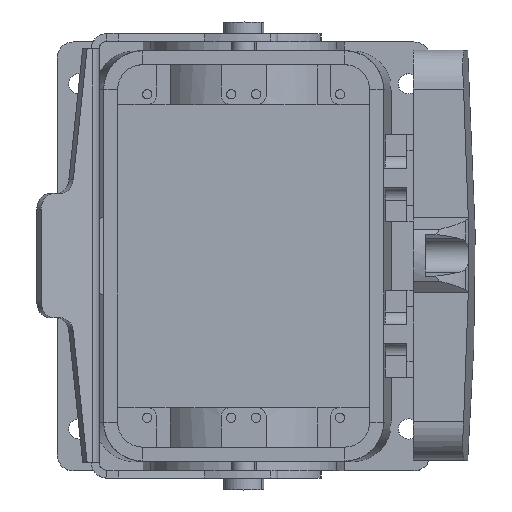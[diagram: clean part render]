
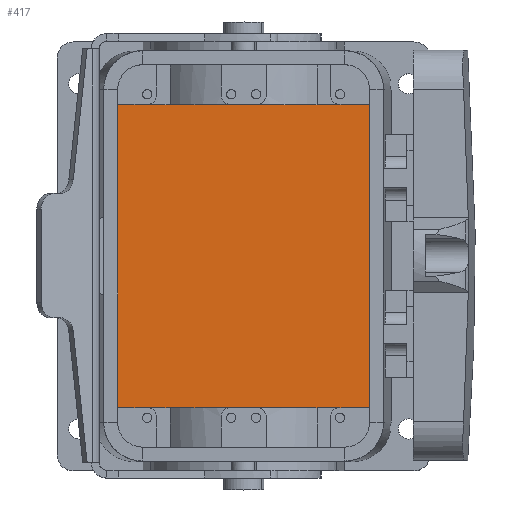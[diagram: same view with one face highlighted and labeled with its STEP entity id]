
A CAD part, top view. The second image highlights one B-rep face of the part: STEP entity #417.
In plain terms, the highlighted planar face has unit normal (0, 0, 1).
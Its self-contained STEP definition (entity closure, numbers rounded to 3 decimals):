
#397=AXIS2_PLACEMENT_3D('Plane Axis2P3D',#394,#395,#396) ;
#160=CARTESIAN_POINT('Vertex',(26.,124.,5.5)) ;
#163=CARTESIAN_POINT('Line Origine',(66.5,124.,5.5)) ;
#167=CARTESIAN_POINT('Vertex',(107.,124.,5.5)) ;
#343=CARTESIAN_POINT('Line Origine',(107.,75.25,5.5)) ;
#347=CARTESIAN_POINT('Vertex',(107.,26.5,5.5)) ;
#394=CARTESIAN_POINT('Axis2P3D Location',(66.5,75.25,5.5)) ;
#399=CARTESIAN_POINT('Line Origine',(26.,75.25,5.5)) ;
#403=CARTESIAN_POINT('Vertex',(26.,26.5,5.5)) ;
#406=CARTESIAN_POINT('Line Origine',(66.5,26.5,5.5)) ;
#164=DIRECTION('Vector Direction',(1.,0.,0.)) ;
#344=DIRECTION('Vector Direction',(0.,-1.,0.)) ;
#395=DIRECTION('Axis2P3D Direction',(0.,-0.,1.)) ;
#396=DIRECTION('Axis2P3D XDirection',(0.,1.,0.)) ;
#400=DIRECTION('Vector Direction',(0.,1.,0.)) ;
#407=DIRECTION('Vector Direction',(1.,0.,0.)) ;
#165=VECTOR('Line Direction',#164,1.) ;
#345=VECTOR('Line Direction',#344,1.) ;
#401=VECTOR('Line Direction',#400,1.) ;
#408=VECTOR('Line Direction',#407,1.) ;
#412=ORIENTED_EDGE('',*,*,#169,.T.) ;
#413=ORIENTED_EDGE('',*,*,#405,.T.) ;
#414=ORIENTED_EDGE('',*,*,#410,.F.) ;
#415=ORIENTED_EDGE('',*,*,#349,.T.) ;
#417=ADVANCED_FACE('Housing',(#416),#398,.T.) ;
#169=EDGE_CURVE('',#168,#161,#166,.F.) ;
#349=EDGE_CURVE('',#348,#168,#346,.F.) ;
#405=EDGE_CURVE('',#161,#404,#402,.F.) ;
#410=EDGE_CURVE('',#348,#404,#409,.F.) ;
#411=EDGE_LOOP('',(#412,#413,#414,#415)) ;
#416=FACE_OUTER_BOUND('',#411,.T.) ;
#166=LINE('Line',#163,#165) ;
#346=LINE('Line',#343,#345) ;
#402=LINE('Line',#399,#401) ;
#409=LINE('Line',#406,#408) ;
#398=PLANE('',#397) ;
#161=VERTEX_POINT('',#160) ;
#168=VERTEX_POINT('',#167) ;
#348=VERTEX_POINT('',#347) ;
#404=VERTEX_POINT('',#403) ;
